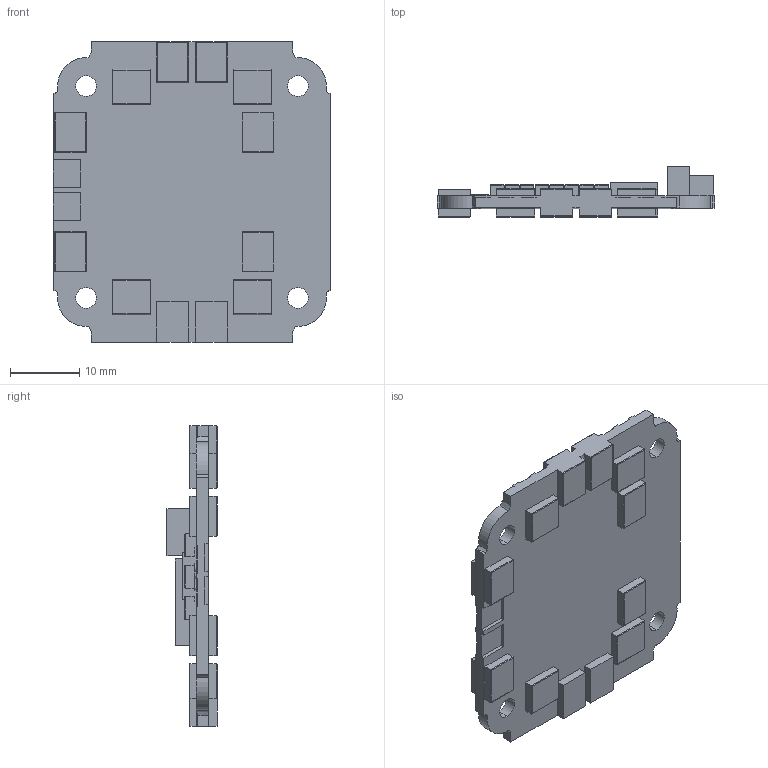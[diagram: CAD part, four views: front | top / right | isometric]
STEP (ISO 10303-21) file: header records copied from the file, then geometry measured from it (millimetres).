
FILE_DESCRIPTION (( 'STEP AP203' ), '1' );
FILE_NAME ('DYSf30A_4in1_ESC.STEP', '2018-03-31T14:16:04', ( '' ), ( '' ), 'SwSTEP 2.0', 'SolidWorks 2016', '' );
FILE_SCHEMA (( 'CONFIG_CONTROL_DESIGN' ));
Length unit declared in the file: millimetre
Products named in the file (1): DYSf30A_4in1_ESC
Bounding box: 40 x 7.2 x 43.3 mm (x, y, z)
Volume: 4038 mm3; surface area: 5027.4 mm2
Topology: 1 solids, 1 shells, 647 faces, 1567 edges, 982 vertices
Faces by surface type: plane 417, cylinder 198, bspline 32
Entity records: 19318 total; most frequent: CARTESIAN_POINT 4933, ORIENTED_EDGE 3134, DIRECTION 2579, EDGE_CURVE 1567, VECTOR 1291, LINE 1291, VERTEX_POINT 982, EDGE_LOOP 715
